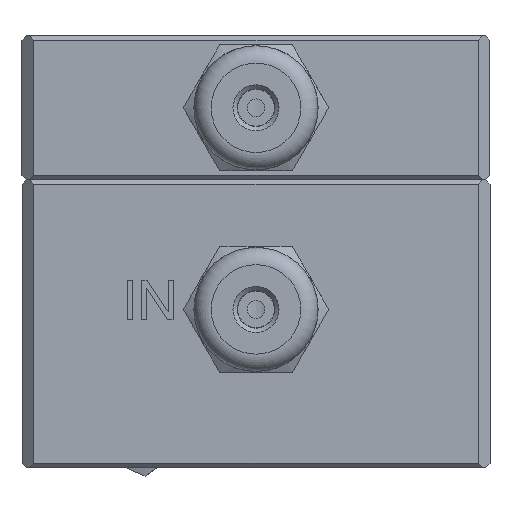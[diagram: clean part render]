
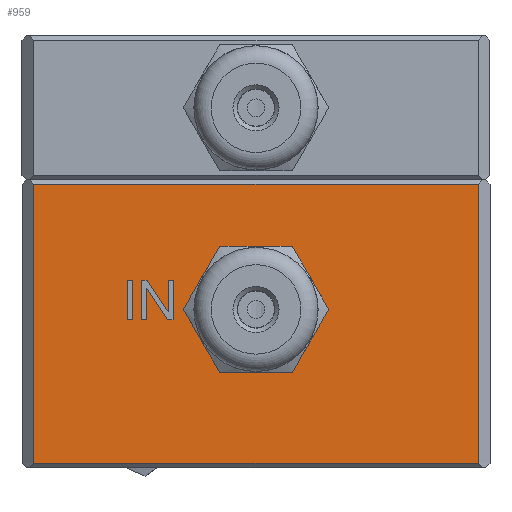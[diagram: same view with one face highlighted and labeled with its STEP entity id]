
A CAD part, front view. The second image highlights one B-rep face of the part: STEP entity #959.
In plain terms, the highlighted planar face has unit normal (0, -1, 0).
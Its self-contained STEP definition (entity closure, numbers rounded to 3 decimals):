
#558=CARTESIAN_POINT('',(1.057,0.0,25.02));
#559=VERTEX_POINT('',#558);
#567=CARTESIAN_POINT('',(40.218,0.0,25.02));
#568=VERTEX_POINT('',#567);
#569=CARTESIAN_POINT('',(1.057,0.0,25.02));
#570=DIRECTION('',(1.0,0.0,0.0));
#571=VECTOR('',#570,39.16);
#572=LINE('',#569,#571);
#573=EDGE_CURVE('',#559,#568,#572,.T.);
#598=CARTESIAN_POINT('',(40.218,0.0,0.38));
#599=VERTEX_POINT('',#598);
#633=CARTESIAN_POINT('',(40.218,0.0,0.38));
#634=DIRECTION('',(0.0,0.0,1.0));
#635=VECTOR('',#634,24.64);
#636=LINE('',#633,#635);
#637=EDGE_CURVE('',#599,#568,#636,.T.);
#648=CARTESIAN_POINT('',(1.057,0.0,0.38));
#649=VERTEX_POINT('',#648);
#650=CARTESIAN_POINT('',(40.218,0.0,0.38));
#651=DIRECTION('',(-1.0,0.0,0.0));
#652=VECTOR('',#651,39.16);
#653=LINE('',#650,#652);
#654=EDGE_CURVE('',#599,#649,#653,.T.);
#777=CARTESIAN_POINT('',(1.057,0.0,25.02));
#778=DIRECTION('',(0.0,0.0,-1.0));
#779=VECTOR('',#778,24.64);
#780=LINE('',#777,#779);
#781=EDGE_CURVE('',#559,#649,#780,.T.);
#821=CARTESIAN_POINT('',(41.275,0.0,0.0));
#822=DIRECTION('',(0.0,-1.0,0.0));
#823=DIRECTION('',(0.0,0.0,-1.0));
#824=AXIS2_PLACEMENT_3D('',#821,#822,#823);
#825=PLANE('',#824);
#826=ORIENTED_EDGE('',*,*,#654,.F.);
#827=ORIENTED_EDGE('',*,*,#637,.T.);
#828=ORIENTED_EDGE('',*,*,#573,.F.);
#829=ORIENTED_EDGE('',*,*,#781,.T.);
#830=EDGE_LOOP('',(#826,#827,#828,#829));
#831=FACE_OUTER_BOUND('',#830,.T.);
#832=CARTESIAN_POINT('',(25.464,0.0,13.97));
#833=VERTEX_POINT('',#832);
#834=CARTESIAN_POINT('',(20.638,0.0,13.97));
#835=DIRECTION('',(0.0,-1.0,0.0));
#836=DIRECTION('',(-1.0,0.0,0.0));
#837=AXIS2_PLACEMENT_3D('',#834,#835,#836);
#838=CIRCLE('',#837,4.826);
#839=EDGE_CURVE('',#833,#833,#838,.T.);
#840=ORIENTED_EDGE('',*,*,#839,.F.);
#841=EDGE_LOOP('',(#840));
#842=FACE_BOUND('',#841,.T.);
#843=CARTESIAN_POINT('',(9.75,0.0,13.053));
#844=VERTEX_POINT('',#843);
#845=CARTESIAN_POINT('',(9.286,0.0,13.053));
#846=VERTEX_POINT('',#845);
#847=CARTESIAN_POINT('',(9.75,0.0,13.053));
#848=DIRECTION('',(-1.0,0.0,0.0));
#849=VECTOR('',#848,0.464);
#850=LINE('',#847,#849);
#851=EDGE_CURVE('',#844,#846,#850,.T.);
#852=ORIENTED_EDGE('',*,*,#851,.T.);
#853=CARTESIAN_POINT('',(9.286,0.0,16.553));
#854=VERTEX_POINT('',#853);
#855=CARTESIAN_POINT('',(9.286,0.0,13.053));
#856=DIRECTION('',(0.0,0.0,1.0));
#857=VECTOR('',#856,3.5);
#858=LINE('',#855,#857);
#859=EDGE_CURVE('',#846,#854,#858,.T.);
#860=ORIENTED_EDGE('',*,*,#859,.T.);
#861=CARTESIAN_POINT('',(9.75,0.0,16.553));
#862=VERTEX_POINT('',#861);
#863=CARTESIAN_POINT('',(9.286,0.0,16.553));
#864=DIRECTION('',(1.0,0.0,0.0));
#865=VECTOR('',#864,0.464);
#866=LINE('',#863,#865);
#867=EDGE_CURVE('',#854,#862,#866,.T.);
#868=ORIENTED_EDGE('',*,*,#867,.T.);
#869=CARTESIAN_POINT('',(9.75,0.0,16.553));
#870=DIRECTION('',(0.0,0.0,-1.0));
#871=VECTOR('',#870,3.5);
#872=LINE('',#869,#871);
#873=EDGE_CURVE('',#862,#844,#872,.T.);
#874=ORIENTED_EDGE('',*,*,#873,.T.);
#875=EDGE_LOOP('',(#852,#860,#868,#874));
#876=FACE_BOUND('',#875,.T.);
#877=CARTESIAN_POINT('',(12.845,0.0,13.053));
#878=VERTEX_POINT('',#877);
#879=CARTESIAN_POINT('',(11.004,0.0,15.801));
#880=VERTEX_POINT('',#879);
#881=CARTESIAN_POINT('',(12.845,0.0,13.053));
#882=DIRECTION('',(-0.557,0.0,0.831));
#883=VECTOR('',#882,3.307);
#884=LINE('',#881,#883);
#885=EDGE_CURVE('',#878,#880,#884,.T.);
#886=ORIENTED_EDGE('',*,*,#885,.T.);
#887=CARTESIAN_POINT('',(11.004,0.0,13.053));
#888=VERTEX_POINT('',#887);
#889=CARTESIAN_POINT('',(11.004,0.0,15.801));
#890=DIRECTION('',(0.0,0.0,-1.0));
#891=VECTOR('',#890,2.748);
#892=LINE('',#889,#891);
#893=EDGE_CURVE('',#880,#888,#892,.T.);
#894=ORIENTED_EDGE('',*,*,#893,.T.);
#895=CARTESIAN_POINT('',(10.561,0.0,13.053));
#896=VERTEX_POINT('',#895);
#897=CARTESIAN_POINT('',(11.004,0.0,13.053));
#898=DIRECTION('',(-1.0,0.0,0.0));
#899=VECTOR('',#898,0.443);
#900=LINE('',#897,#899);
#901=EDGE_CURVE('',#888,#896,#900,.T.);
#902=ORIENTED_EDGE('',*,*,#901,.T.);
#903=CARTESIAN_POINT('',(10.561,0.0,16.553));
#904=VERTEX_POINT('',#903);
#905=CARTESIAN_POINT('',(10.561,0.0,13.053));
#906=DIRECTION('',(0.0,0.0,1.0));
#907=VECTOR('',#906,3.5);
#908=LINE('',#905,#907);
#909=EDGE_CURVE('',#896,#904,#908,.T.);
#910=ORIENTED_EDGE('',*,*,#909,.T.);
#911=CARTESIAN_POINT('',(11.036,0.0,16.553));
#912=VERTEX_POINT('',#911);
#913=CARTESIAN_POINT('',(10.561,0.0,16.553));
#914=DIRECTION('',(1.0,0.0,0.0));
#915=VECTOR('',#914,0.475);
#916=LINE('',#913,#915);
#917=EDGE_CURVE('',#904,#912,#916,.T.);
#918=ORIENTED_EDGE('',*,*,#917,.T.);
#919=CARTESIAN_POINT('',(12.877,0.0,13.806));
#920=VERTEX_POINT('',#919);
#921=CARTESIAN_POINT('',(11.036,0.0,16.553));
#922=DIRECTION('',(0.557,0.0,-0.831));
#923=VECTOR('',#922,3.307);
#924=LINE('',#921,#923);
#925=EDGE_CURVE('',#912,#920,#924,.T.);
#926=ORIENTED_EDGE('',*,*,#925,.T.);
#927=CARTESIAN_POINT('',(12.877,0.0,16.553));
#928=VERTEX_POINT('',#927);
#929=CARTESIAN_POINT('',(12.877,0.0,13.806));
#930=DIRECTION('',(0.0,0.0,1.0));
#931=VECTOR('',#930,2.748);
#932=LINE('',#929,#931);
#933=EDGE_CURVE('',#920,#928,#932,.T.);
#934=ORIENTED_EDGE('',*,*,#933,.T.);
#935=CARTESIAN_POINT('',(13.319,0.0,16.553));
#936=VERTEX_POINT('',#935);
#937=CARTESIAN_POINT('',(12.877,0.0,16.553));
#938=DIRECTION('',(1.0,0.0,0.0));
#939=VECTOR('',#938,0.443);
#940=LINE('',#937,#939);
#941=EDGE_CURVE('',#928,#936,#940,.T.);
#942=ORIENTED_EDGE('',*,*,#941,.T.);
#943=CARTESIAN_POINT('',(13.319,0.0,13.053));
#944=VERTEX_POINT('',#943);
#945=CARTESIAN_POINT('',(13.319,0.0,16.553));
#946=DIRECTION('',(0.0,0.0,-1.0));
#947=VECTOR('',#946,3.5);
#948=LINE('',#945,#947);
#949=EDGE_CURVE('',#936,#944,#948,.T.);
#950=ORIENTED_EDGE('',*,*,#949,.T.);
#951=CARTESIAN_POINT('',(13.319,0.0,13.053));
#952=DIRECTION('',(-1.0,0.0,0.0));
#953=VECTOR('',#952,0.475);
#954=LINE('',#951,#953);
#955=EDGE_CURVE('',#944,#878,#954,.T.);
#956=ORIENTED_EDGE('',*,*,#955,.T.);
#957=EDGE_LOOP('',(#886,#894,#902,#910,#918,#926,#934,#942,#950,#956));
#958=FACE_BOUND('',#957,.T.);
#959=ADVANCED_FACE('',(#831,#842,#876,#958),#825,.T.);
